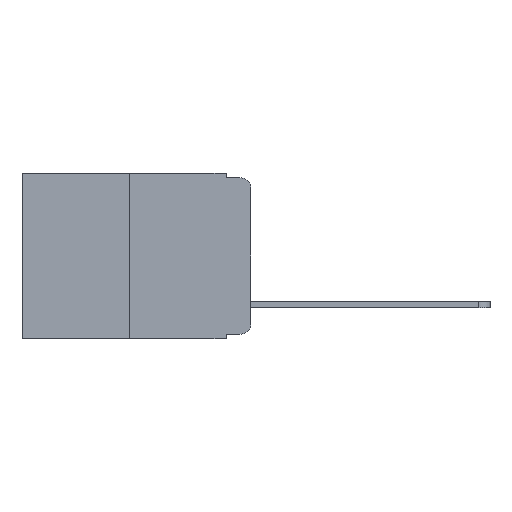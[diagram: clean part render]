
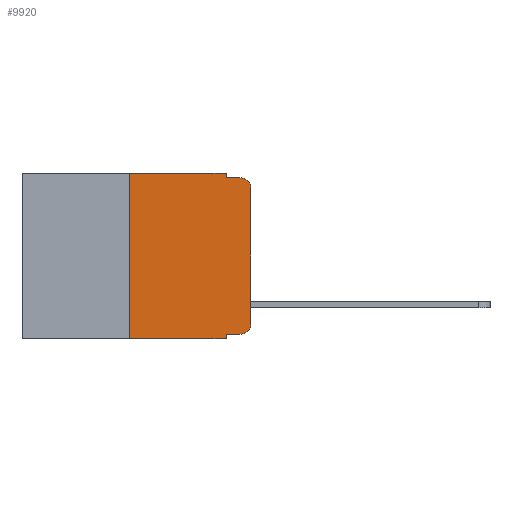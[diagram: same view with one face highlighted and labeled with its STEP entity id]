
A CAD part, left-side view. The second image highlights one B-rep face of the part: STEP entity #9920.
In plain terms, the highlighted planar face has unit normal (-1, 0, 0).
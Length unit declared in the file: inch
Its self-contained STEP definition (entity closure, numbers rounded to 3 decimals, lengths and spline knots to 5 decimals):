
#114 = LINE ( 'NONE', #7440, #929 ) ;
#389 = EDGE_CURVE ( 'NONE', #11312, #7958, #9325, .T. ) ;
#929 = VECTOR ( 'NONE', #12766, 39.37008 ) ;
#1227 = ORIENTED_EDGE ( 'NONE', *, *, #8568, .T. ) ;
#1509 = VECTOR ( 'NONE', #10464, 39.37008 ) ;
#1528 = VERTEX_POINT ( 'NONE', #10238 ) ;
#1629 = VECTOR ( 'NONE', #10901, 39.37008 ) ;
#1670 = CARTESIAN_POINT ( 'NONE',  ( 0., 0.25, 0. ) ) ;
#1685 = CARTESIAN_POINT ( 'NONE',  ( 0., 0.02, -0.333 ) ) ;
#1756 = ORIENTED_EDGE ( 'NONE', *, *, #1835, .F. ) ;
#1835 = EDGE_CURVE ( 'NONE', #10860, #6078, #12698, .T. ) ;
#2466 = VECTOR ( 'NONE', #16023, 39.37008 ) ;
#2716 = EDGE_CURVE ( 'NONE', #12186, #11312, #8048, .T. ) ;
#2749 = DIRECTION ( 'NONE',  ( -1., 0., 0. ) ) ;
#3156 = LINE ( 'NONE', #5730, #11594 ) ;
#3160 = DIRECTION ( 'NONE',  ( -1., 0., 0. ) ) ;
#3290 = CARTESIAN_POINT ( 'NONE',  ( 0., 0.051, 0. ) ) ;
#3393 = EDGE_LOOP ( 'NONE', ( #4213, #15312, #7089, #10301, #16312, #7408, #8221, #1756, #1227, #10356 ) ) ;
#3486 = CARTESIAN_POINT ( 'NONE',  ( 0., 0.473, 0. ) ) ;
#3766 = EDGE_CURVE ( 'NONE', #12804, #12829, #8617, .T. ) ;
#3954 = CIRCLE ( 'NONE', #8817, 0.02 ) ;
#4213 = ORIENTED_EDGE ( 'NONE', *, *, #8866, .T. ) ;
#4287 = CARTESIAN_POINT ( 'NONE',  ( 0., 0.25, 0. ) ) ;
#4539 = LINE ( 'NONE', #10995, #4739 ) ;
#4676 = VERTEX_POINT ( 'NONE', #4733 ) ;
#4733 = CARTESIAN_POINT ( 'NONE',  ( 0., 0., -0.03 ) ) ;
#4739 = VECTOR ( 'NONE', #9623, 39.37008 ) ;
#4903 = FACE_OUTER_BOUND ( 'NONE', #3393, .T. ) ;
#5030 = VERTEX_POINT ( 'NONE', #1670 ) ;
#5064 = DIRECTION ( 'NONE',  ( 0., -1., 0. ) ) ;
#5730 = CARTESIAN_POINT ( 'NONE',  ( 0., 0.473, -0.343 ) ) ;
#5976 = CARTESIAN_POINT ( 'NONE',  ( 0., 0.051, -0.343 ) ) ;
#6078 = VERTEX_POINT ( 'NONE', #5976 ) ;
#6410 = CARTESIAN_POINT ( 'NONE',  ( 0., 0.051, -0.333 ) ) ;
#6511 = CARTESIAN_POINT ( 'NONE',  ( 0., 0.473, 0. ) ) ;
#7009 = CARTESIAN_POINT ( 'NONE',  ( 0., 0.051, 0. ) ) ;
#7089 = ORIENTED_EDGE ( 'NONE', *, *, #389, .F. ) ;
#7113 = VECTOR ( 'NONE', #5064, 39.37008 ) ;
#7250 = DIRECTION ( 'NONE',  ( 0., -1., 0. ) ) ;
#7325 = LINE ( 'NONE', #6511, #7113 ) ;
#7408 = ORIENTED_EDGE ( 'NONE', *, *, #8206, .F. ) ;
#7440 = CARTESIAN_POINT ( 'NONE',  ( 0., 0., 0. ) ) ;
#7615 = AXIS2_PLACEMENT_3D ( 'NONE', #3486, #13698, #12464 ) ;
#7958 = VERTEX_POINT ( 'NONE', #15685 ) ;
#8048 = LINE ( 'NONE', #7009, #1629 ) ;
#8206 = EDGE_CURVE ( 'NONE', #1528, #5030, #13602, .T. ) ;
#8221 = ORIENTED_EDGE ( 'NONE', *, *, #8274, .T. ) ;
#8274 = EDGE_CURVE ( 'NONE', #1528, #6078, #3156, .T. ) ;
#8568 = EDGE_CURVE ( 'NONE', #10860, #12804, #4539, .T. ) ;
#8617 = CIRCLE ( 'NONE', #10643, 0.02 ) ;
#8660 = CARTESIAN_POINT ( 'NONE',  ( 0., 0.051, -0.01 ) ) ;
#8817 = AXIS2_PLACEMENT_3D ( 'NONE', #16056, #3160, #14663 ) ;
#8866 = EDGE_CURVE ( 'NONE', #12829, #4676, #114, .T. ) ;
#9309 = DIRECTION ( 'NONE',  ( 0., 0., -1. ) ) ;
#9325 = LINE ( 'NONE', #11753, #1509 ) ;
#9455 = CARTESIAN_POINT ( 'NONE',  ( 0., 0., -0.313 ) ) ;
#9623 = DIRECTION ( 'NONE',  ( 0., -1., 0. ) ) ;
#9920 = ADVANCED_FACE ( 'NONE', ( #4903 ), #9928, .F. ) ;
#9928 = PLANE ( 'NONE',  #7615 ) ;
#10183 = VECTOR ( 'NONE', #10854, 39.37008 ) ;
#10238 = CARTESIAN_POINT ( 'NONE',  ( 0., 0.25, -0.343 ) ) ;
#10301 = ORIENTED_EDGE ( 'NONE', *, *, #2716, .F. ) ;
#10356 = ORIENTED_EDGE ( 'NONE', *, *, #3766, .T. ) ;
#10464 = DIRECTION ( 'NONE',  ( 0., -1., 0. ) ) ;
#10643 = AXIS2_PLACEMENT_3D ( 'NONE', #15697, #2749, #9309 ) ;
#10854 = DIRECTION ( 'NONE',  ( 0., 0., 1. ) ) ;
#10860 = VERTEX_POINT ( 'NONE', #6410 ) ;
#10901 = DIRECTION ( 'NONE',  ( 0., 0., -1. ) ) ;
#10995 = CARTESIAN_POINT ( 'NONE',  ( 0., 0.051, -0.333 ) ) ;
#11312 = VERTEX_POINT ( 'NONE', #8660 ) ;
#11594 = VECTOR ( 'NONE', #7250, 39.37008 ) ;
#11616 = CARTESIAN_POINT ( 'NONE',  ( 0., 0.051, 0. ) ) ;
#11753 = CARTESIAN_POINT ( 'NONE',  ( 0., 0.051, -0.01 ) ) ;
#11755 = EDGE_CURVE ( 'NONE', #4676, #7958, #3954, .T. ) ;
#12186 = VERTEX_POINT ( 'NONE', #11616 ) ;
#12464 = DIRECTION ( 'NONE',  ( 0., 0., -1. ) ) ;
#12698 = LINE ( 'NONE', #3290, #2466 ) ;
#12766 = DIRECTION ( 'NONE',  ( 0., 0., 1. ) ) ;
#12804 = VERTEX_POINT ( 'NONE', #1685 ) ;
#12829 = VERTEX_POINT ( 'NONE', #9455 ) ;
#13302 = EDGE_CURVE ( 'NONE', #5030, #12186, #7325, .T. ) ;
#13602 = LINE ( 'NONE', #4287, #10183 ) ;
#13698 = DIRECTION ( 'NONE',  ( 1., 0., 0. ) ) ;
#14663 = DIRECTION ( 'NONE',  ( 0., 0., -1. ) ) ;
#15312 = ORIENTED_EDGE ( 'NONE', *, *, #11755, .T. ) ;
#15685 = CARTESIAN_POINT ( 'NONE',  ( 0., 0.02, -0.01 ) ) ;
#15697 = CARTESIAN_POINT ( 'NONE',  ( 0., 0.02, -0.313 ) ) ;
#16023 = DIRECTION ( 'NONE',  ( 0., 0., -1. ) ) ;
#16056 = CARTESIAN_POINT ( 'NONE',  ( 0., 0.02, -0.03 ) ) ;
#16312 = ORIENTED_EDGE ( 'NONE', *, *, #13302, .F. ) ;
